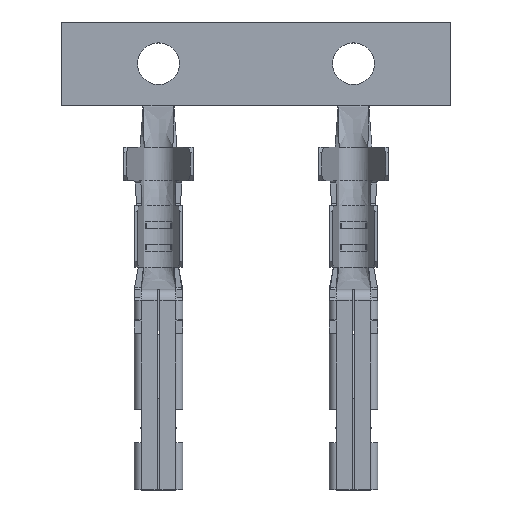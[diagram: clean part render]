
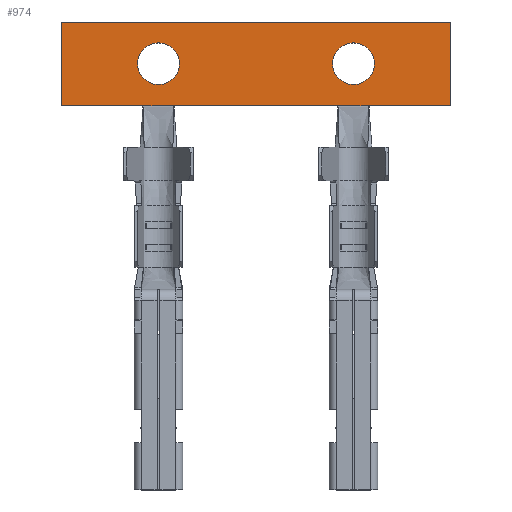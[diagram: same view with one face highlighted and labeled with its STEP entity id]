
A CAD part, top view. The second image highlights one B-rep face of the part: STEP entity #974.
In plain terms, the highlighted planar face has unit normal (0, 0, 1).
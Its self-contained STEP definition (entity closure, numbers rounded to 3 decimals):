
#974 = ADVANCED_FACE( '', ( #2141, #2142, #2143 ), #2144, .F. );
#2141 = FACE_BOUND( '', #4131, .T. );
#2142 = FACE_BOUND( '', #4132, .T. );
#2143 = FACE_OUTER_BOUND( '', #4133, .T. );
#2144 = PLANE( '', #4134 );
#4131 = EDGE_LOOP( '', ( #8130 ) );
#4132 = EDGE_LOOP( '', ( #8131 ) );
#4133 = EDGE_LOOP( '', ( #8132, #8133, #8134, #8135, #8136, #8137, #8138, #8139 ) );
#4134 = AXIS2_PLACEMENT_3D( '', #8140, #8141, #8142 );
#8130 = ORIENTED_EDGE( '', *, *, #10912, .T. );
#8131 = ORIENTED_EDGE( '', *, *, #11214, .T. );
#8132 = ORIENTED_EDGE( '', *, *, #10166, .F. );
#8133 = ORIENTED_EDGE( '', *, *, #11215, .F. );
#8134 = ORIENTED_EDGE( '', *, *, #10761, .F. );
#8135 = ORIENTED_EDGE( '', *, *, #10093, .F. );
#8136 = ORIENTED_EDGE( '', *, *, #10614, .F. );
#8137 = ORIENTED_EDGE( '', *, *, #10320, .T. );
#8138 = ORIENTED_EDGE( '', *, *, #11216, .F. );
#8139 = ORIENTED_EDGE( '', *, *, #11217, .T. );
#8140 = CARTESIAN_POINT( '', ( 0., 0., -0.625 ) );
#8141 = DIRECTION( '', ( 0., 0., -1. ) );
#8142 = DIRECTION( '', ( -1., 0., 0. ) );
#10093 = EDGE_CURVE( '', #11846, #11848, #11849, .T. );
#10166 = EDGE_CURVE( '', #11975, #11976, #11977, .T. );
#10320 = EDGE_CURVE( '', #12243, #12185, #12244, .F. );
#10614 = EDGE_CURVE( '', #12243, #11846, #12714, .T. );
#10761 = EDGE_CURVE( '', #11848, #12939, #12940, .T. );
#10912 = EDGE_CURVE( '', #13156, #13156, #13157, .T. );
#11214 = EDGE_CURVE( '', #13590, #13590, #13591, .T. );
#11215 = EDGE_CURVE( '', #12939, #11975, #13592, .T. );
#11216 = EDGE_CURVE( '', #11922, #12185, #13593, .T. );
#11217 = EDGE_CURVE( '', #11922, #11976, #13594, .F. );
#11846 = VERTEX_POINT( '', #14394 );
#11848 = VERTEX_POINT( '', #14397 );
#11849 = LINE( '', #14398, #14399 );
#11922 = VERTEX_POINT( '', #14523 );
#11975 = VERTEX_POINT( '', #14617 );
#11976 = VERTEX_POINT( '', #14618 );
#11977 = LINE( '', #14619, #14620 );
#12185 = VERTEX_POINT( '', #14948 );
#12243 = VERTEX_POINT( '', #15079 );
#12244 = LINE( '', #15080, #15081 );
#12714 = LINE( '', #15904, #15905 );
#12939 = VERTEX_POINT( '', #16383 );
#12940 = LINE( '', #16384, #16385 );
#13156 = VERTEX_POINT( '', #16802 );
#13157 = CIRCLE( '', #16803, 0.75 );
#13590 = VERTEX_POINT( '', #17575 );
#13591 = CIRCLE( '', #17576, 0.75 );
#13592 = LINE( '', #17577, #17578 );
#13593 = LINE( '', #17579, #17580 );
#13594 = LINE( '', #17581, #17582 );
#14394 = CARTESIAN_POINT( '', ( -3.5, 10.2, -0.625 ) );
#14397 = CARTESIAN_POINT( '', ( -3.5, 13.2, -0.625 ) );
#14398 = CARTESIAN_POINT( '', ( -3.5, 10.2, -0.625 ) );
#14399 = VECTOR( '', #18601, 1000. );
#14523 = CARTESIAN_POINT( '', ( 6.371, 10.2, -0.625 ) );
#14617 = CARTESIAN_POINT( '', ( 10.5, 10.2, -0.625 ) );
#14618 = CARTESIAN_POINT( '', ( 7.629, 10.2, -0.625 ) );
#14619 = CARTESIAN_POINT( '', ( 3.5, 10.2, -0.625 ) );
#14620 = VECTOR( '', #18689, 1000. );
#14948 = CARTESIAN_POINT( '', ( 0.629, 10.2, -0.625 ) );
#15079 = CARTESIAN_POINT( '', ( -0.629, 10.2, -0.625 ) );
#15080 = CARTESIAN_POINT( '', ( 0.55, 10.2, -0.625 ) );
#15081 = VECTOR( '', #18852, 1000. );
#15904 = CARTESIAN_POINT( '', ( 3.5, 10.2, -0.625 ) );
#15905 = VECTOR( '', #19141, 1000. );
#16383 = CARTESIAN_POINT( '', ( 10.5, 13.2, -0.625 ) );
#16384 = CARTESIAN_POINT( '', ( -3.5, 13.2, -0.625 ) );
#16385 = VECTOR( '', #19290, 1000. );
#16802 = CARTESIAN_POINT( '', ( 7., 10.95, -0.625 ) );
#16803 = AXIS2_PLACEMENT_3D( '', #19425, #19426, #19427 );
#17575 = CARTESIAN_POINT( '', ( 0., 10.95, -0.625 ) );
#17576 = AXIS2_PLACEMENT_3D( '', #19712, #19713, #19714 );
#17577 = CARTESIAN_POINT( '', ( 10.5, 13.2, -0.625 ) );
#17578 = VECTOR( '', #19715, 1000. );
#17579 = CARTESIAN_POINT( '', ( 3.5, 10.2, -0.625 ) );
#17580 = VECTOR( '', #19716, 1000. );
#17581 = CARTESIAN_POINT( '', ( 7.55, 10.2, -0.625 ) );
#17582 = VECTOR( '', #19717, 1000. );
#18601 = DIRECTION( '', ( 0., 1., 0. ) );
#18689 = DIRECTION( '', ( -1., 0., 0. ) );
#18852 = DIRECTION( '', ( -1., 0., 0. ) );
#19141 = DIRECTION( '', ( -1., 0., 0. ) );
#19290 = DIRECTION( '', ( 1., 0., 0. ) );
#19425 = CARTESIAN_POINT( '', ( 7., 11.7, -0.625 ) );
#19426 = DIRECTION( '', ( 0., 0., -1. ) );
#19427 = DIRECTION( '', ( 0., -1., 0. ) );
#19712 = CARTESIAN_POINT( '', ( 0., 11.7, -0.625 ) );
#19713 = DIRECTION( '', ( 0., 0., -1. ) );
#19714 = DIRECTION( '', ( 0., -1., 0. ) );
#19715 = DIRECTION( '', ( 0., -1., 0. ) );
#19716 = DIRECTION( '', ( -1., 0., 0. ) );
#19717 = DIRECTION( '', ( -1., 0., 0. ) );
